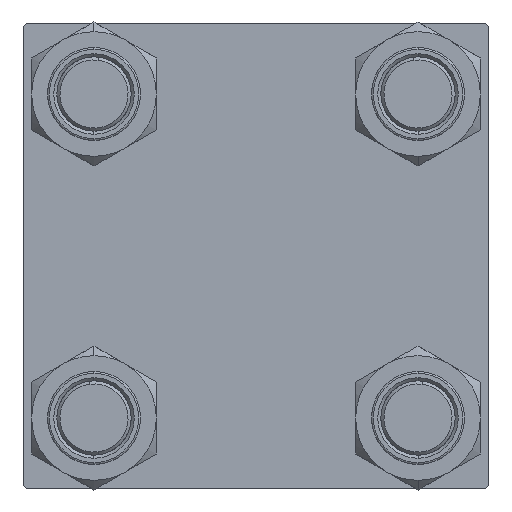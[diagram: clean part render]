
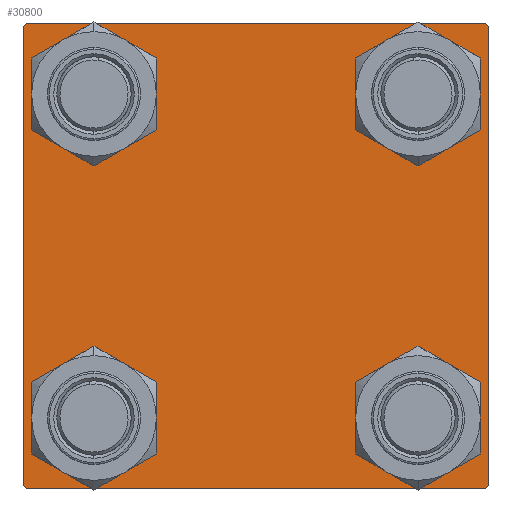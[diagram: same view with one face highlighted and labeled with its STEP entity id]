
A CAD part, left-side view. The second image highlights one B-rep face of the part: STEP entity #30800.
In plain terms, the highlighted planar face has unit normal (-1, 0, 0).
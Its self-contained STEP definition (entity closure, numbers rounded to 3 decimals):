
#92 = VERTEX_POINT ( 'NONE', #6864 ) ;
#548 = DIRECTION ( 'NONE',  ( 1., 0., 0. ) ) ;
#817 = ORIENTED_EDGE ( 'NONE', *, *, #15199, .T. ) ;
#841 = ORIENTED_EDGE ( 'NONE', *, *, #31366, .T. ) ;
#883 = DIRECTION ( 'NONE',  ( 0., 0., 1. ) ) ;
#1240 = CIRCLE ( 'NONE', #7760, 6.5 ) ;
#2519 = EDGE_CURVE ( 'NONE', #4198, #5726, #34845, .T. ) ;
#2544 = EDGE_CURVE ( 'NONE', #43968, #4198, #50365, .T. ) ;
#3349 = ORIENTED_EDGE ( 'NONE', *, *, #44888, .T. ) ;
#3359 = CARTESIAN_POINT ( 'NONE',  ( 0., 37.25, 37.25 ) ) ;
#3787 = DIRECTION ( 'NONE',  ( 0., -1., 0. ) ) ;
#4198 = VERTEX_POINT ( 'NONE', #27292 ) ;
#4518 = CIRCLE ( 'NONE', #6959, 6.5 ) ;
#4801 = CARTESIAN_POINT ( 'NONE',  ( 0., 37.5, 37.5 ) ) ;
#5219 = ORIENTED_EDGE ( 'NONE', *, *, #2544, .T. ) ;
#5465 = EDGE_LOOP ( 'NONE', ( #21326, #5219, #28050, #817, #45489, #841, #17528, #47253 ) ) ;
#5726 = VERTEX_POINT ( 'NONE', #14903 ) ;
#6476 = VERTEX_POINT ( 'NONE', #32221 ) ;
#6842 = EDGE_CURVE ( 'NONE', #10498, #23606, #1240, .T. ) ;
#6864 = CARTESIAN_POINT ( 'NONE',  ( 0., 26.15, 32.65 ) ) ;
#6888 = ORIENTED_EDGE ( 'NONE', *, *, #17126, .T. ) ;
#6959 = AXIS2_PLACEMENT_3D ( 'NONE', #46291, #15733, #8099 ) ;
#7263 = CIRCLE ( 'NONE', #34922, 6.5 ) ;
#7760 = AXIS2_PLACEMENT_3D ( 'NONE', #9251, #28833, #43622 ) ;
#7846 = CARTESIAN_POINT ( 'NONE',  ( 0., -37.25, 37.25 ) ) ;
#7872 = LINE ( 'NONE', #4801, #12916 ) ;
#8099 = DIRECTION ( 'NONE',  ( 0., 0., 1. ) ) ;
#8956 = AXIS2_PLACEMENT_3D ( 'NONE', #22547, #30920, #46462 ) ;
#8966 = AXIS2_PLACEMENT_3D ( 'NONE', #39371, #24849, #12903 ) ;
#9127 = LINE ( 'NONE', #24642, #12026 ) ;
#9251 = CARTESIAN_POINT ( 'NONE',  ( 0., -26.15, 26.15 ) ) ;
#9704 = CARTESIAN_POINT ( 'NONE',  ( 0., 26.15, -26.15 ) ) ;
#9822 = VERTEX_POINT ( 'NONE', #23596 ) ;
#9910 = VERTEX_POINT ( 'NONE', #17962 ) ;
#10498 = VERTEX_POINT ( 'NONE', #17775 ) ;
#10774 = DIRECTION ( 'NONE',  ( 1., 0., 0. ) ) ;
#10913 = VERTEX_POINT ( 'NONE', #12585 ) ;
#11213 = CARTESIAN_POINT ( 'NONE',  ( 0., 26.15, 26.15 ) ) ;
#11342 = CARTESIAN_POINT ( 'NONE',  ( 0., -26.15, -19.65 ) ) ;
#12026 = VECTOR ( 'NONE', #20822, 1000. ) ;
#12472 = EDGE_LOOP ( 'NONE', ( #32608, #38619 ) ) ;
#12585 = CARTESIAN_POINT ( 'NONE',  ( 0., -37.5, 37. ) ) ;
#12703 = EDGE_CURVE ( 'NONE', #9910, #44105, #33141, .T. ) ;
#12903 = DIRECTION ( 'NONE',  ( 0., 0., 1. ) ) ;
#12916 = VECTOR ( 'NONE', #20318, 1000. ) ;
#13003 = CARTESIAN_POINT ( 'NONE',  ( 0., 26.15, 26.15 ) ) ;
#13804 = CARTESIAN_POINT ( 'NONE',  ( 0., 37.5, 37.5 ) ) ;
#14071 = EDGE_CURVE ( 'NONE', #21372, #43968, #7872, .T. ) ;
#14828 = DIRECTION ( 'NONE',  ( 0., 0., 1. ) ) ;
#14903 = CARTESIAN_POINT ( 'NONE',  ( 0., -37., -37.5 ) ) ;
#15199 = EDGE_CURVE ( 'NONE', #5726, #26128, #29091, .T. ) ;
#15485 = DIRECTION ( 'NONE',  ( 0., -0.707, -0.707 ) ) ;
#15733 = DIRECTION ( 'NONE',  ( 1., 0., 0. ) ) ;
#16545 = ORIENTED_EDGE ( 'NONE', *, *, #28940, .T. ) ;
#16744 = VECTOR ( 'NONE', #33657, 1000. ) ;
#17126 = EDGE_CURVE ( 'NONE', #21095, #30943, #33331, .T. ) ;
#17528 = ORIENTED_EDGE ( 'NONE', *, *, #12703, .F. ) ;
#17775 = CARTESIAN_POINT ( 'NONE',  ( 0., -26.15, 19.65 ) ) ;
#17962 = CARTESIAN_POINT ( 'NONE',  ( 0., 37., 37.5 ) ) ;
#18397 = CARTESIAN_POINT ( 'NONE',  ( 0., -37.25, -37.25 ) ) ;
#18912 = CARTESIAN_POINT ( 'NONE',  ( 0., -26.15, 26.15 ) ) ;
#19102 = DIRECTION ( 'NONE',  ( 1., 0., 0. ) ) ;
#19744 = EDGE_LOOP ( 'NONE', ( #16545, #32614 ) ) ;
#19781 = FACE_BOUND ( 'NONE', #12472, .T. ) ;
#20318 = DIRECTION ( 'NONE',  ( 0., 0., -1. ) ) ;
#20554 = EDGE_LOOP ( 'NONE', ( #38458, #6888 ) ) ;
#20822 = DIRECTION ( 'NONE',  ( 0., 0., -1. ) ) ;
#20911 = DIRECTION ( 'NONE',  ( 0., 0., 1. ) ) ;
#21095 = VERTEX_POINT ( 'NONE', #37587 ) ;
#21326 = ORIENTED_EDGE ( 'NONE', *, *, #14071, .T. ) ;
#21372 = VERTEX_POINT ( 'NONE', #23014 ) ;
#21713 = CARTESIAN_POINT ( 'NONE',  ( 0., 37.5, -37. ) ) ;
#21941 = CIRCLE ( 'NONE', #30871, 6.5 ) ;
#22293 = CARTESIAN_POINT ( 'NONE',  ( 0., -26.15, 32.65 ) ) ;
#22547 = CARTESIAN_POINT ( 'NONE',  ( 0., -26.15, -26.15 ) ) ;
#23014 = CARTESIAN_POINT ( 'NONE',  ( 0., 37.5, 37. ) ) ;
#23596 = CARTESIAN_POINT ( 'NONE',  ( 0., 26.15, -32.65 ) ) ;
#23606 = VERTEX_POINT ( 'NONE', #22293 ) ;
#23709 = CARTESIAN_POINT ( 'NONE',  ( 0., -37., 37.5 ) ) ;
#23949 = AXIS2_PLACEMENT_3D ( 'NONE', #13003, #548, #28015 ) ;
#24642 = CARTESIAN_POINT ( 'NONE',  ( 0., -37.5, 37.5 ) ) ;
#24765 = EDGE_CURVE ( 'NONE', #9822, #6476, #47802, .T. ) ;
#24849 = DIRECTION ( 'NONE',  ( -1., 0., 0. ) ) ;
#25066 = AXIS2_PLACEMENT_3D ( 'NONE', #34768, #47221, #883 ) ;
#26128 = VERTEX_POINT ( 'NONE', #40780 ) ;
#26806 = CIRCLE ( 'NONE', #27638, 6.5 ) ;
#27052 = VERTEX_POINT ( 'NONE', #31597 ) ;
#27193 = CARTESIAN_POINT ( 'NONE',  ( 0., 37.5, -37.5 ) ) ;
#27292 = CARTESIAN_POINT ( 'NONE',  ( 0., 37., -37.5 ) ) ;
#27638 = AXIS2_PLACEMENT_3D ( 'NONE', #11213, #19102, #27970 ) ;
#27916 = EDGE_CURVE ( 'NONE', #23606, #10498, #7263, .T. ) ;
#27970 = DIRECTION ( 'NONE',  ( 0., 0., 1. ) ) ;
#28015 = DIRECTION ( 'NONE',  ( 0., 0., 1. ) ) ;
#28050 = ORIENTED_EDGE ( 'NONE', *, *, #2519, .T. ) ;
#28833 = DIRECTION ( 'NONE',  ( 1., 0., 0. ) ) ;
#28940 = EDGE_CURVE ( 'NONE', #6476, #9822, #21941, .T. ) ;
#29091 = LINE ( 'NONE', #18397, #37328 ) ;
#29210 = EDGE_CURVE ( 'NONE', #27052, #92, #26806, .T. ) ;
#29322 = DIRECTION ( 'NONE',  ( 0., -1., 0. ) ) ;
#30800 = ADVANCED_FACE ( 'NONE', ( #19781, #35316, #35565, #43443, #31483 ), #44197, .T. ) ;
#30871 = AXIS2_PLACEMENT_3D ( 'NONE', #9704, #41005, #20911 ) ;
#30920 = DIRECTION ( 'NONE',  ( 1., 0., 0. ) ) ;
#30943 = VERTEX_POINT ( 'NONE', #11342 ) ;
#31366 = EDGE_CURVE ( 'NONE', #10913, #44105, #38144, .T. ) ;
#31483 = FACE_OUTER_BOUND ( 'NONE', #5465, .T. ) ;
#31597 = CARTESIAN_POINT ( 'NONE',  ( 0., 26.15, 19.65 ) ) ;
#32221 = CARTESIAN_POINT ( 'NONE',  ( 0., 26.15, -19.65 ) ) ;
#32387 = VECTOR ( 'NONE', #29322, 1000. ) ;
#32608 = ORIENTED_EDGE ( 'NONE', *, *, #27916, .T. ) ;
#32614 = ORIENTED_EDGE ( 'NONE', *, *, #24765, .T. ) ;
#33141 = LINE ( 'NONE', #13804, #32387 ) ;
#33331 = CIRCLE ( 'NONE', #8956, 6.5 ) ;
#33657 = DIRECTION ( 'NONE',  ( 0., 0.707, -0.707 ) ) ;
#34768 = CARTESIAN_POINT ( 'NONE',  ( 0., 26.15, -26.15 ) ) ;
#34845 = LINE ( 'NONE', #27193, #41122 ) ;
#34922 = AXIS2_PLACEMENT_3D ( 'NONE', #18912, #10774, #14828 ) ;
#35027 = VECTOR ( 'NONE', #47031, 1000. ) ;
#35114 = ORIENTED_EDGE ( 'NONE', *, *, #29210, .T. ) ;
#35316 = FACE_BOUND ( 'NONE', #20554, .T. ) ;
#35565 = FACE_BOUND ( 'NONE', #19744, .T. ) ;
#37227 = LINE ( 'NONE', #3359, #16744 ) ;
#37328 = VECTOR ( 'NONE', #41057, 1000. ) ;
#37587 = CARTESIAN_POINT ( 'NONE',  ( 0., -26.15, -32.65 ) ) ;
#37769 = CIRCLE ( 'NONE', #23949, 6.5 ) ;
#38144 = LINE ( 'NONE', #7846, #35027 ) ;
#38458 = ORIENTED_EDGE ( 'NONE', *, *, #47153, .T. ) ;
#38619 = ORIENTED_EDGE ( 'NONE', *, *, #6842, .T. ) ;
#39371 = CARTESIAN_POINT ( 'NONE',  ( 0., 0., 0. ) ) ;
#40780 = CARTESIAN_POINT ( 'NONE',  ( 0., -37.5, -37. ) ) ;
#41005 = DIRECTION ( 'NONE',  ( 1., 0., 0. ) ) ;
#41057 = DIRECTION ( 'NONE',  ( 0., -0.707, 0.707 ) ) ;
#41122 = VECTOR ( 'NONE', #3787, 1000. ) ;
#42724 = CARTESIAN_POINT ( 'NONE',  ( 0., 37.25, -37.25 ) ) ;
#43443 = FACE_BOUND ( 'NONE', #45154, .T. ) ;
#43622 = DIRECTION ( 'NONE',  ( 0., 0., 1. ) ) ;
#43968 = VERTEX_POINT ( 'NONE', #21713 ) ;
#44105 = VERTEX_POINT ( 'NONE', #23709 ) ;
#44197 = PLANE ( 'NONE',  #8966 ) ;
#44888 = EDGE_CURVE ( 'NONE', #92, #27052, #37769, .T. ) ;
#45154 = EDGE_LOOP ( 'NONE', ( #3349, #35114 ) ) ;
#45489 = ORIENTED_EDGE ( 'NONE', *, *, #50264, .F. ) ;
#46291 = CARTESIAN_POINT ( 'NONE',  ( 0., -26.15, -26.15 ) ) ;
#46462 = DIRECTION ( 'NONE',  ( 0., 0., 1. ) ) ;
#46791 = VECTOR ( 'NONE', #15485, 1000. ) ;
#47031 = DIRECTION ( 'NONE',  ( 0., 0.707, 0.707 ) ) ;
#47153 = EDGE_CURVE ( 'NONE', #30943, #21095, #4518, .T. ) ;
#47221 = DIRECTION ( 'NONE',  ( 1., 0., 0. ) ) ;
#47253 = ORIENTED_EDGE ( 'NONE', *, *, #49056, .T. ) ;
#47802 = CIRCLE ( 'NONE', #25066, 6.5 ) ;
#49056 = EDGE_CURVE ( 'NONE', #9910, #21372, #37227, .T. ) ;
#50264 = EDGE_CURVE ( 'NONE', #10913, #26128, #9127, .T. ) ;
#50365 = LINE ( 'NONE', #42724, #46791 ) ;
